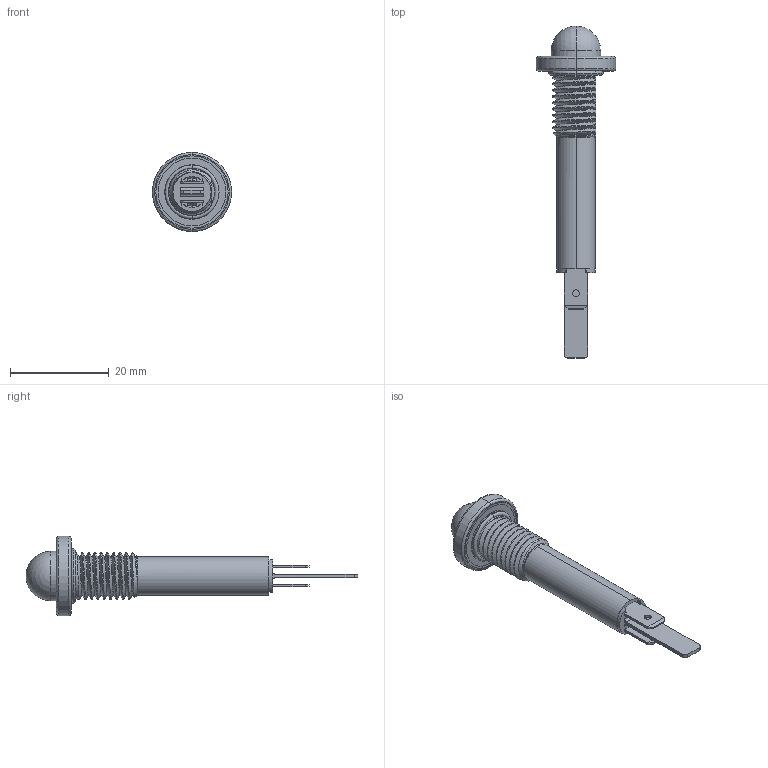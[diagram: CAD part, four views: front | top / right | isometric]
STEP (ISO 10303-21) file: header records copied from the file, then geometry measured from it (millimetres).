
FILE_DESCRIPTION (( 'STEP AP214' ), '1' );
FILE_NAME ('601xM_Series.STEP', '2018-07-17T15:27:37', ( 'user' ), ( 'Microsoft' ), 'SwSTEP 2.0', 'SolidWorks 2018', '' );
FILE_SCHEMA (( 'AUTOMOTIVE_DESIGN' ));
Length unit declared in the file: millimetre
Products named in the file (12): 601xM_Series; 601xM_Series.STEP; 601xM_Series.STEP.STEP; 7300010008.STEP.STEP; MZ4131.STEP.STEP; MZ1131-B3277.STEP.STEP; MT4472T-D9466_For General ASSY.STEP.STEP; MB1333x B10033.STEP.STEP; LN2728_LN2728 FOR A9720.STEP.STEP; E54861BK_WITH THREATH.STEP.STEP; E53204-09 - C6820.STEP.STEP; D11456 - B13071_D11456-01.STEP.STEP
Assembly tree (12 placements, depth 4):
  601xM_Series
    601xM_Series.STEP
      601xM_Series.STEP.STEP
        D11456 - B13071_D11456-01.STEP.STEP
        E53204-09 - C6820.STEP.STEP
        E54861BK_WITH THREATH.STEP.STEP
        LN2728_LN2728 FOR A9720.STEP.STEP
        MB1333x B10033.STEP.STEP
        MT4472T-D9466_For General ASSY.STEP.STEP  x2
        MZ1131-B3277.STEP.STEP
        MZ4131.STEP.STEP
        7300010008.STEP.STEP
Bounding box: 16 x 67.14 x 16 mm (x, y, z)
Volume: 1905.5 mm3; surface area: 5825.9 mm2
Topology: 10 solids, 11 shells, 434 faces, 1135 edges, 708 vertices
Faces by surface type: plane 184, cylinder 120, sphere 46, cone 46, torus 35, bspline 3
Entity records: 19203 total; most frequent: CARTESIAN_POINT 8989, ORIENTED_EDGE 1998, DIRECTION 1974, EDGE_CURVE 999, AXIS2_PLACEMENT_3D 755, VERTEX_POINT 632, VECTOR 464, LINE 464
